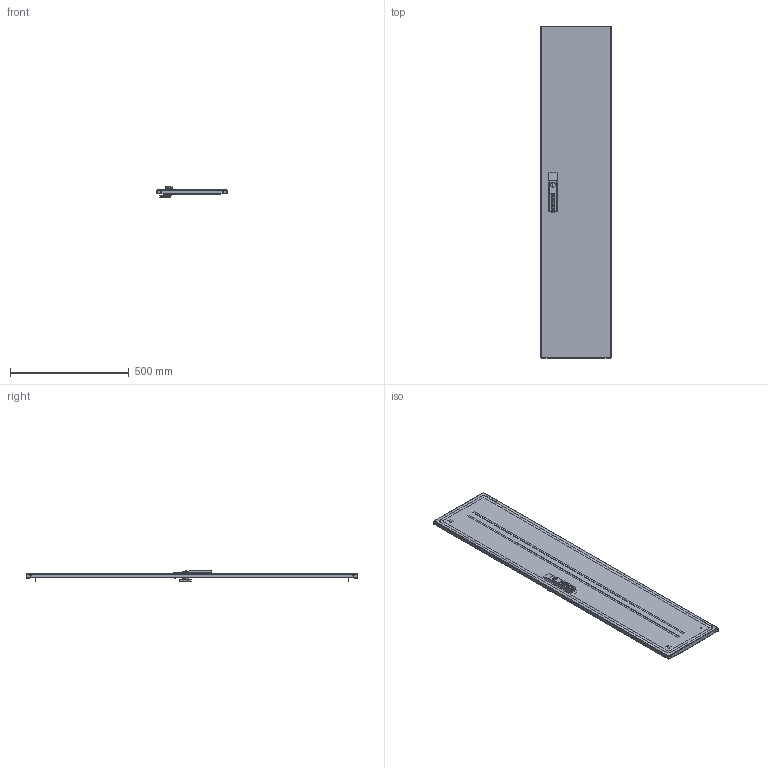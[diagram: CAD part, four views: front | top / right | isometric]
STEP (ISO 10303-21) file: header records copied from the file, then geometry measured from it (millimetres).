
FILE_DESCRIPTION(('STEP AP214'),'1');
FILE_NAME('cctmp_0411817F-2F97-4853-ABA2-A778692D236F_2023_07_22_15_54_58_0460..stp','2023-07-22T13:54:59',('SIEMENS A&D'),('CADClick - www.CADClick.com'),'Spatial InterOp 3D postprocessed',' ','unknown authorization');
FILE_SCHEMA(('AUTOMOTIVE_DESIGN'));
Length unit declared in the file: millimetre
Products named in the file (4): cc_unnamed; 2023_07_22_15_54_58_0435; 2023_07_22_15_54_58_0431; 2023_07_22_15_54_58_0427
Assembly tree (3 placements, depth 2):
  cc_unnamed
    2023_07_22_15_54_58_0435
    2023_07_22_15_54_58_0431
    2023_07_22_15_54_58_0427
Bounding box: 295 x 1396 x 45.51 mm (x, y, z)
Volume: 825392.8 mm3; surface area: 1205164.2 mm2
Topology: 3 solids, 3 shells, 809 faces, 2250 edges, 1475 vertices
Faces by surface type: plane 442, cylinder 296, torus 62, cone 9
Entity records: 29236 total; most frequent: CARTESIAN_POINT 5259, DIRECTION 4586, ORIENTED_EDGE 4488, EDGE_CURVE 2244, AXIS2_PLACEMENT_3D 1586, VERTEX_POINT 1475, LINE 1414, VECTOR 1414
